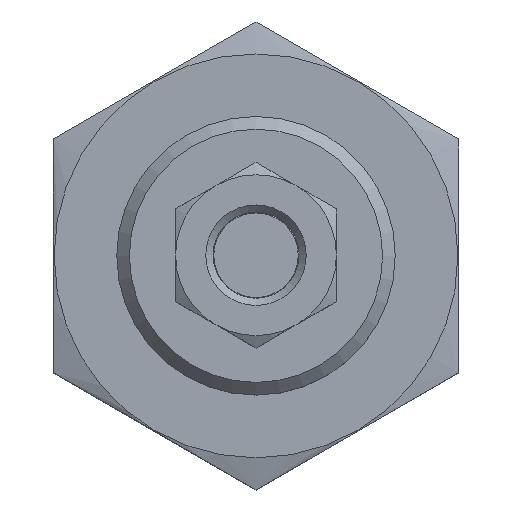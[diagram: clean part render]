
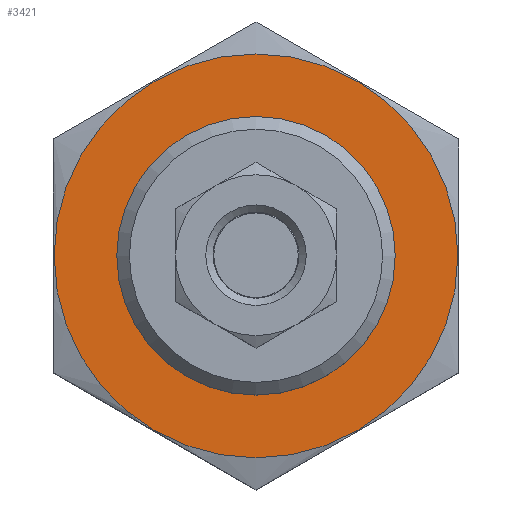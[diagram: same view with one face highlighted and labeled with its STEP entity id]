
A CAD part, top view. The second image highlights one B-rep face of the part: STEP entity #3421.
In plain terms, the highlighted face is planar.
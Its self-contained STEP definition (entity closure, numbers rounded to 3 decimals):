
#986=ORIENTED_EDGE('',*,*,#1478,.F.);
#987=ORIENTED_EDGE('',*,*,#1479,.T.);
#1478=EDGE_CURVE('',#1771,#1771,#1966,.T.);
#1479=EDGE_CURVE('',#1772,#1772,#1967,.T.);
#1771=VERTEX_POINT('',#5273);
#1772=VERTEX_POINT('',#5275);
#1966=CIRCLE('',#3713,15.95);
#1967=CIRCLE('',#3714,11.);
#2155=EDGE_LOOP('',(#986));
#2156=EDGE_LOOP('',(#987));
#2381=FACE_BOUND('',#2155,.T.);
#2382=FACE_BOUND('',#2156,.T.);
#2502=PLANE('',#3712);
#3421=ADVANCED_FACE('',(#2381,#2382),#2502,.F.);
#3712=AXIS2_PLACEMENT_3D('',#5271,#4341,#4342);
#3713=AXIS2_PLACEMENT_3D('',#5272,#4343,#4344);
#3714=AXIS2_PLACEMENT_3D('',#5274,#4345,#4346);
#4341=DIRECTION('',(0.,-1.,0.));
#4342=DIRECTION('',(0.,0.,-1.));
#4343=DIRECTION('',(0.,-1.,0.));
#4344=DIRECTION('',(0.,0.,-1.));
#4345=DIRECTION('',(0.,-1.,0.));
#4346=DIRECTION('',(0.,0.,-1.));
#5271=CARTESIAN_POINT('',(0.,0.,0.));
#5272=CARTESIAN_POINT('',(0.,0.,0.));
#5273=CARTESIAN_POINT('',(0.,0.,-15.95));
#5274=CARTESIAN_POINT('',(0.,0.,0.));
#5275=CARTESIAN_POINT('',(0.,0.,-11.));
